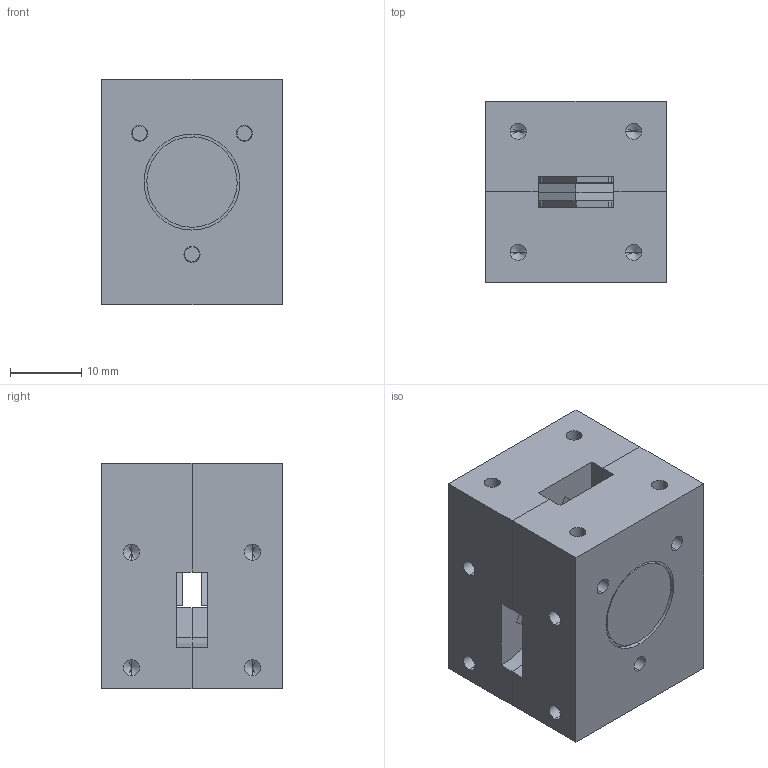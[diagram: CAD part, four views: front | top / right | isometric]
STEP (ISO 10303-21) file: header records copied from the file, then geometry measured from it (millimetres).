
FILE_DESCRIPTION (( 'STEP AP214' ), '1' );
FILE_NAME ('42CJF.STEP', '2023-02-23T22:17:31', ( '' ), ( '' ), 'SwSTEP 2.0', 'SolidWorks 2022', '' );
FILE_SCHEMA (( 'AUTOMOTIVE_DESIGN' ));
Length unit declared in the file: inch
Products named in the file (7): 500905-XX_500905-4; 042541_042541-1; 042541_042541-2; dowel pin_ai_DPM 0.0625x0.25; socket head cap screw_ai_HX-SHCS 0.112-40x0.625x0.625-S; 500501-XX_500501-5; 42CJF
Assembly tree (11 placements, depth 2):
  42CJF
    042541_042541-2
    042541_042541-1
    socket head cap screw_ai_HX-SHCS 0.112-40x0.625x0.625-S  x3
    dowel pin_ai_DPM 0.0625x0.25  x2
    500905-XX_500905-4  x2
    500501-XX_500501-5  x2
Bounding box: 25.4 x 25.4 x 31.75 mm (x, y, z)
Volume: 17829.2 mm3; surface area: 9806.3 mm2
Topology: 11 solids, 11 shells, 692 faces, 1758 edges, 1083 vertices
Faces by surface type: cone 338, cylinder 232, plane 112, torus 10
Entity records: 10766 total; most frequent: DIRECTION 1948, CARTESIAN_POINT 1703, ORIENTED_EDGE 1652, EDGE_CURVE 826, AXIS2_PLACEMENT_3D 770, VERTEX_POINT 525, CIRCLE 418, VECTOR 408
